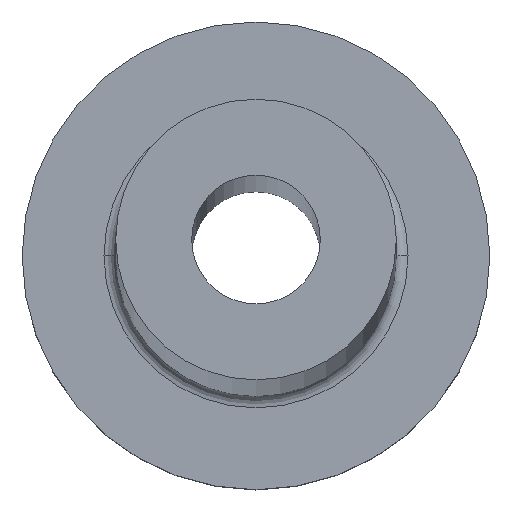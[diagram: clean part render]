
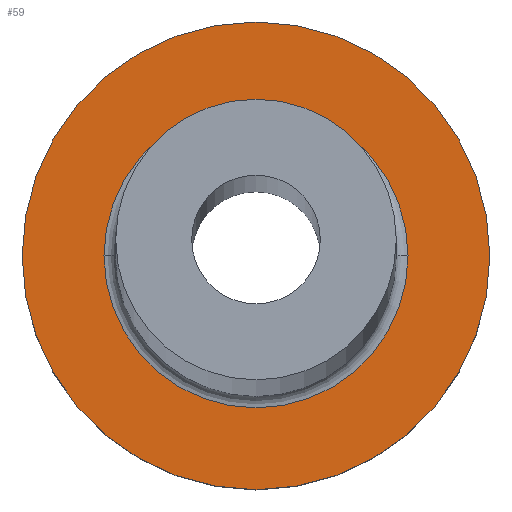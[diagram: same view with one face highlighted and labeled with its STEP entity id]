
A CAD part, top view. The second image highlights one B-rep face of the part: STEP entity #59.
In plain terms, the highlighted planar face has unit normal (0, 0, 1).
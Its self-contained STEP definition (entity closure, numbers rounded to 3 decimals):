
#2 = VERTEX_POINT ( 'NONE', #229 ) ;
#4 = VERTEX_POINT ( 'NONE', #114 ) ;
#15 = CIRCLE ( 'NONE', #52, 10. ) ;
#16 = DIRECTION ( 'NONE',  ( 1., 0., 0. ) ) ;
#27 = DIRECTION ( 'NONE',  ( 1., 0., 0. ) ) ;
#40 = ORIENTED_EDGE ( 'NONE', *, *, #324, .T. ) ;
#52 = AXIS2_PLACEMENT_3D ( 'NONE', #206, #350, #154 ) ;
#55 = CARTESIAN_POINT ( 'NONE',  ( 0., 0., 7. ) ) ;
#59 = ADVANCED_FACE ( 'NONE', ( #280, #228 ), #310, .T. ) ;
#64 = CARTESIAN_POINT ( 'NONE',  ( 0., 0., 7. ) ) ;
#72 = CIRCLE ( 'NONE', #284, 6.5 ) ;
#81 = AXIS2_PLACEMENT_3D ( 'NONE', #64, #300, #188 ) ;
#107 = VERTEX_POINT ( 'NONE', #371 ) ;
#114 = CARTESIAN_POINT ( 'NONE',  ( -6.5, 0., 7. ) ) ;
#119 = AXIS2_PLACEMENT_3D ( 'NONE', #55, #225, #16 ) ;
#124 = DIRECTION ( 'NONE',  ( 0., 0., -1. ) ) ;
#131 = ORIENTED_EDGE ( 'NONE', *, *, #195, .T. ) ;
#139 = VERTEX_POINT ( 'NONE', #379 ) ;
#150 = EDGE_CURVE ( 'NONE', #2, #107, #178, .T. ) ;
#153 = DIRECTION ( 'NONE',  ( 0., 0., 1. ) ) ;
#154 = DIRECTION ( 'NONE',  ( 1., 0., 0. ) ) ;
#161 = ORIENTED_EDGE ( 'NONE', *, *, #150, .T. ) ;
#178 = CIRCLE ( 'NONE', #190, 10. ) ;
#179 = DIRECTION ( 'NONE',  ( 1., 0., 0. ) ) ;
#188 = DIRECTION ( 'NONE',  ( 1., 0., 0. ) ) ;
#190 = AXIS2_PLACEMENT_3D ( 'NONE', #233, #153, #179 ) ;
#195 = EDGE_CURVE ( 'NONE', #139, #4, #72, .T. ) ;
#206 = CARTESIAN_POINT ( 'NONE',  ( 0., 0., 7. ) ) ;
#225 = DIRECTION ( 'NONE',  ( 0., 0., 1. ) ) ;
#228 = FACE_OUTER_BOUND ( 'NONE', #307, .T. ) ;
#229 = CARTESIAN_POINT ( 'NONE',  ( -10., 0., 7. ) ) ;
#233 = CARTESIAN_POINT ( 'NONE',  ( 0., 0., 7. ) ) ;
#238 = CIRCLE ( 'NONE', #81, 6.5 ) ;
#280 = FACE_BOUND ( 'NONE', #328, .T. ) ;
#284 = AXIS2_PLACEMENT_3D ( 'NONE', #288, #124, #27 ) ;
#288 = CARTESIAN_POINT ( 'NONE',  ( 0., 0., 7. ) ) ;
#300 = DIRECTION ( 'NONE',  ( 0., 0., -1. ) ) ;
#307 = EDGE_LOOP ( 'NONE', ( #161, #40 ) ) ;
#310 = PLANE ( 'NONE',  #119 ) ;
#324 = EDGE_CURVE ( 'NONE', #107, #2, #15, .T. ) ;
#328 = EDGE_LOOP ( 'NONE', ( #131, #360 ) ) ;
#350 = DIRECTION ( 'NONE',  ( 0., 0., 1. ) ) ;
#359 = EDGE_CURVE ( 'NONE', #4, #139, #238, .T. ) ;
#360 = ORIENTED_EDGE ( 'NONE', *, *, #359, .T. ) ;
#371 = CARTESIAN_POINT ( 'NONE',  ( 10., 0., 7. ) ) ;
#379 = CARTESIAN_POINT ( 'NONE',  ( 6.5, 0., 7. ) ) ;
